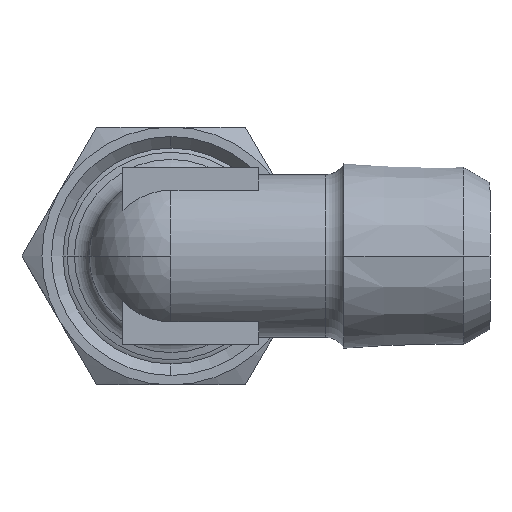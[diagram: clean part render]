
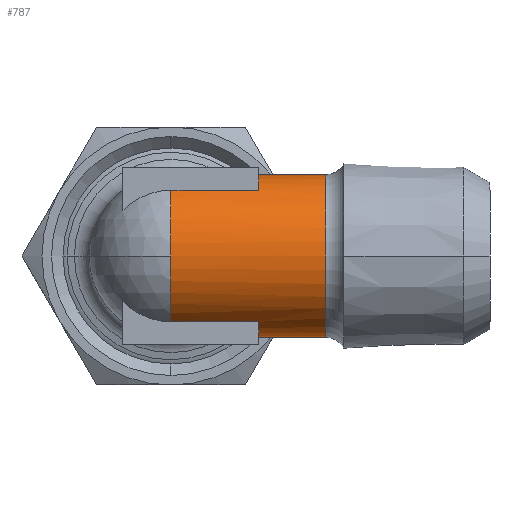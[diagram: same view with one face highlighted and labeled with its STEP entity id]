
A CAD part, left-side view. The second image highlights one B-rep face of the part: STEP entity #787.
In plain terms, the highlighted cylindrical face has radius 6 mm (diameter 12 mm), a partial arc.
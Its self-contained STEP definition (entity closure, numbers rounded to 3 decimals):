
#42 = VERTEX_POINT ( 'NONE', #844 ) ;
#46 = EDGE_LOOP ( 'NONE', ( #1750, #1751, #1752, #1753, #1754, #1755, #1756, #1757, #1758 ) ) ;
#183 = FACE_OUTER_BOUND ( 'NONE', #46, .T. ) ;
#185 = CYLINDRICAL_SURFACE ( 'NONE', #915, 6. ) ;
#256 = LINE ( 'NONE', #2136, #263 ) ;
#259 = CIRCLE ( 'NONE', #939, 6. ) ;
#262 = CIRCLE ( 'NONE', #940, 6. ) ;
#263 = VECTOR ( 'NONE', #2130, 1000. ) ;
#264 = LINE ( 'NONE', #2135, #266 ) ;
#265 = CIRCLE ( 'NONE', #941, 6. ) ;
#266 = VECTOR ( 'NONE', #2134, 1000. ) ;
#338 = CIRCLE ( 'NONE', #974, 6. ) ;
#350 = LINE ( 'NONE', #1850, #352 ) ;
#352 = VECTOR ( 'NONE', #1851, 1000. ) ;
#353 = LINE ( 'NONE', #1857, #355 ) ;
#355 = VECTOR ( 'NONE', #1858, 1000. ) ;
#371 = CIRCLE ( 'NONE', #986, 6. ) ;
#417 = CARTESIAN_POINT ( 'NONE',  ( 0., 14.588, -6. ) ) ;
#418 = CARTESIAN_POINT ( 'NONE',  ( 0., 14.588, 6. ) ) ;
#424 = CARTESIAN_POINT ( 'NONE',  ( 0., 19.536, 6. ) ) ;
#430 = CARTESIAN_POINT ( 'NONE',  ( 0., 19.536, -6. ) ) ;
#431 = CARTESIAN_POINT ( 'NONE',  ( -3.536, 26., -4.848 ) ) ;
#557 = VERTEX_POINT ( 'NONE', #417 ) ;
#558 = VERTEX_POINT ( 'NONE', #418 ) ;
#564 = VERTEX_POINT ( 'NONE', #424 ) ;
#570 = VERTEX_POINT ( 'NONE', #430 ) ;
#571 = VERTEX_POINT ( 'NONE', #431 ) ;
#643 = CARTESIAN_POINT ( 'NONE',  ( -3.536, 26., 4.848 ) ) ;
#644 = CARTESIAN_POINT ( 'NONE',  ( -3.536, 19.536, 4.848 ) ) ;
#646 = CARTESIAN_POINT ( 'NONE',  ( -3.536, 19.536, -4.848 ) ) ;
#787 = ADVANCED_FACE ( 'NONE', ( #183 ), #185, .T. ) ;
#844 = CARTESIAN_POINT ( 'NONE',  ( -6., 26., 0. ) ) ;
#868 = VERTEX_POINT ( 'NONE', #643 ) ;
#869 = VERTEX_POINT ( 'NONE', #644 ) ;
#871 = VERTEX_POINT ( 'NONE', #646 ) ;
#915 = AXIS2_PLACEMENT_3D ( 'NONE', #1092, #1093, #1090 ) ;
#939 = AXIS2_PLACEMENT_3D ( 'NONE', #2137, #2138, #2139 ) ;
#940 = AXIS2_PLACEMENT_3D ( 'NONE', #2140, #2141, #2142 ) ;
#941 = AXIS2_PLACEMENT_3D ( 'NONE', #2143, #2144, #2145 ) ;
#974 = AXIS2_PLACEMENT_3D ( 'NONE', #1239, #1240, #1241 ) ;
#986 = AXIS2_PLACEMENT_3D ( 'NONE', #1901, #1902, #1903 ) ;
#1090 = DIRECTION ( 'NONE',  ( 0., 0., -1. ) ) ;
#1092 = CARTESIAN_POINT ( 'NONE',  ( 0., 0., 0. ) ) ;
#1093 = DIRECTION ( 'NONE',  ( 0., -1., 0. ) ) ;
#1239 = CARTESIAN_POINT ( 'NONE',  ( 0., 14.588, 0. ) ) ;
#1240 = DIRECTION ( 'NONE',  ( 0., 1., 0. ) ) ;
#1241 = DIRECTION ( 'NONE',  ( 0., 0., -1. ) ) ;
#1366 = EDGE_CURVE ( 'NONE', #871, #570, #259, .T. ) ;
#1367 = EDGE_CURVE ( 'NONE', #571, #871, #256, .T. ) ;
#1368 = EDGE_CURVE ( 'NONE', #868, #42, #262, .T. ) ;
#1369 = EDGE_CURVE ( 'NONE', #869, #868, #264, .T. ) ;
#1370 = EDGE_CURVE ( 'NONE', #564, #869, #265, .T. ) ;
#1445 = EDGE_CURVE ( 'NONE', #557, #558, #338, .T. ) ;
#1451 = EDGE_CURVE ( 'NONE', #570, #557, #350, .T. ) ;
#1453 = EDGE_CURVE ( 'NONE', #564, #558, #353, .T. ) ;
#1467 = EDGE_CURVE ( 'NONE', #42, #571, #371, .T. ) ;
#1750 = ORIENTED_EDGE ( 'NONE', *, *, #1453, .F. ) ;
#1751 = ORIENTED_EDGE ( 'NONE', *, *, #1370, .T. ) ;
#1752 = ORIENTED_EDGE ( 'NONE', *, *, #1369, .T. ) ;
#1753 = ORIENTED_EDGE ( 'NONE', *, *, #1368, .T. ) ;
#1754 = ORIENTED_EDGE ( 'NONE', *, *, #1467, .T. ) ;
#1755 = ORIENTED_EDGE ( 'NONE', *, *, #1367, .T. ) ;
#1756 = ORIENTED_EDGE ( 'NONE', *, *, #1366, .T. ) ;
#1757 = ORIENTED_EDGE ( 'NONE', *, *, #1451, .T. ) ;
#1758 = ORIENTED_EDGE ( 'NONE', *, *, #1445, .T. ) ;
#1850 = CARTESIAN_POINT ( 'NONE',  ( 0., 0., -6. ) ) ;
#1851 = DIRECTION ( 'NONE',  ( 0., -1., 0. ) ) ;
#1857 = CARTESIAN_POINT ( 'NONE',  ( 0., 0., 6. ) ) ;
#1858 = DIRECTION ( 'NONE',  ( 0., -1., 0. ) ) ;
#1901 = CARTESIAN_POINT ( 'NONE',  ( 0., 26., 0. ) ) ;
#1902 = DIRECTION ( 'NONE',  ( 0., -1., 0. ) ) ;
#1903 = DIRECTION ( 'NONE',  ( 0., 0., -1. ) ) ;
#2130 = DIRECTION ( 'NONE',  ( 0., -1., 0. ) ) ;
#2134 = DIRECTION ( 'NONE',  ( 0., 1., 0. ) ) ;
#2135 = CARTESIAN_POINT ( 'NONE',  ( -3.536, 0., 4.848 ) ) ;
#2136 = CARTESIAN_POINT ( 'NONE',  ( -3.536, 0., -4.848 ) ) ;
#2137 = CARTESIAN_POINT ( 'NONE',  ( 0., 19.536, 0. ) ) ;
#2138 = DIRECTION ( 'NONE',  ( 0., -1., 0. ) ) ;
#2139 = DIRECTION ( 'NONE',  ( -1., 0., 0. ) ) ;
#2140 = CARTESIAN_POINT ( 'NONE',  ( 0., 26., 0. ) ) ;
#2141 = DIRECTION ( 'NONE',  ( 0., -1., 0. ) ) ;
#2142 = DIRECTION ( 'NONE',  ( 0., 0., -1. ) ) ;
#2143 = CARTESIAN_POINT ( 'NONE',  ( 0., 19.536, 0. ) ) ;
#2144 = DIRECTION ( 'NONE',  ( 0., -1., 0. ) ) ;
#2145 = DIRECTION ( 'NONE',  ( -1., 0., 0. ) ) ;
